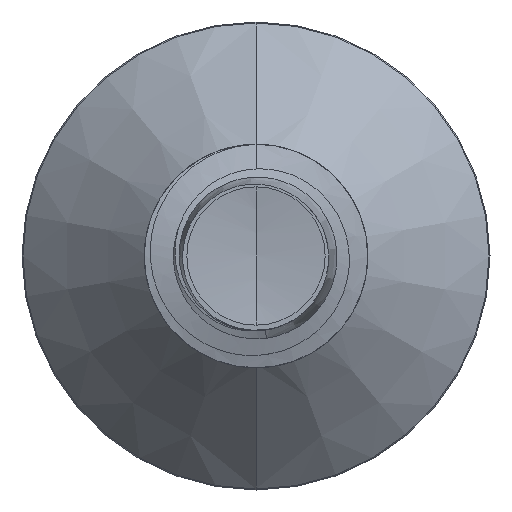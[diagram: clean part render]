
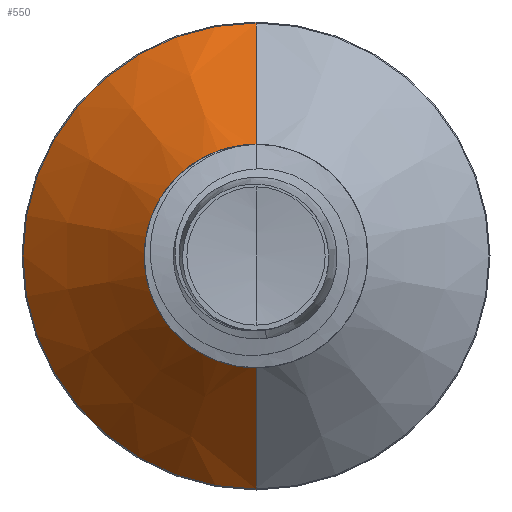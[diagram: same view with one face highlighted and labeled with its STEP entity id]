
A CAD part, front view. The second image highlights one B-rep face of the part: STEP entity #550.
In plain terms, the highlighted conical face has half-angle 45 degrees and reference radius 0.775 mm.
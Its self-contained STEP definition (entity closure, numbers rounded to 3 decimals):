
#498 = CARTESIAN_POINT ( 'NONE',  ( 0., 3.75, 0. ) ) ;
#550 = ADVANCED_FACE ( 'NONE', ( #17834 ), #17371, .T. ) ;
#714 = EDGE_LOOP ( 'NONE', ( #19484, #3847, #9983, #9670 ) ) ;
#1169 = EDGE_CURVE ( 'NONE', #6633, #10836, #12938, .T. ) ;
#2454 = DIRECTION ( 'NONE',  ( 0., 1., 0. ) ) ;
#3298 = VERTEX_POINT ( 'NONE', #18627 ) ;
#3847 = ORIENTED_EDGE ( 'NONE', *, *, #7541, .T. ) ;
#4557 = VECTOR ( 'NONE', #17681, 1000. ) ;
#5026 = VECTOR ( 'NONE', #5942, 1000. ) ;
#5942 = DIRECTION ( 'NONE',  ( 0., 0.707, 0.707 ) ) ;
#6633 = VERTEX_POINT ( 'NONE', #15473 ) ;
#6817 = VERTEX_POINT ( 'NONE', #14040 ) ;
#6972 = AXIS2_PLACEMENT_3D ( 'NONE', #14484, #14765, #13520 ) ;
#7541 = EDGE_CURVE ( 'NONE', #6817, #3298, #14773, .T. ) ;
#8627 = LINE ( 'NONE', #16121, #4557 ) ;
#9295 = DIRECTION ( 'NONE',  ( 0., 0., 1. ) ) ;
#9670 = ORIENTED_EDGE ( 'NONE', *, *, #1169, .F. ) ;
#9983 = ORIENTED_EDGE ( 'NONE', *, *, #17549, .T. ) ;
#10836 = VERTEX_POINT ( 'NONE', #11667 ) ;
#11592 = CARTESIAN_POINT ( 'NONE',  ( 0., 3.75, 0. ) ) ;
#11667 = CARTESIAN_POINT ( 'NONE',  ( 0., 4.643, 1.668 ) ) ;
#11878 = DIRECTION ( 'NONE',  ( 0., 1., 0. ) ) ;
#12938 = CIRCLE ( 'NONE', #6972, 1.668 ) ;
#13114 = DIRECTION ( 'NONE',  ( 0., 0., 1. ) ) ;
#13520 = DIRECTION ( 'NONE',  ( 0., 0., 1. ) ) ;
#14020 = AXIS2_PLACEMENT_3D ( 'NONE', #11592, #2454, #13114 ) ;
#14040 = CARTESIAN_POINT ( 'NONE',  ( 0., 3.75, -0.775 ) ) ;
#14484 = CARTESIAN_POINT ( 'NONE',  ( 0., 4.643, 0. ) ) ;
#14765 = DIRECTION ( 'NONE',  ( 0., 1., 0. ) ) ;
#14773 = CIRCLE ( 'NONE', #14020, 0.775 ) ;
#15473 = CARTESIAN_POINT ( 'NONE',  ( 0., 4.643, -1.668 ) ) ;
#16121 = CARTESIAN_POINT ( 'NONE',  ( 0., 3.75, -0.775 ) ) ;
#16262 = EDGE_CURVE ( 'NONE', #6817, #6633, #8627, .T. ) ;
#16493 = CARTESIAN_POINT ( 'NONE',  ( 0., 3.75, 0.775 ) ) ;
#17371 = CONICAL_SURFACE ( 'NONE', #17438, 0.775, 0.785 ) ;
#17438 = AXIS2_PLACEMENT_3D ( 'NONE', #498, #11878, #9295 ) ;
#17549 = EDGE_CURVE ( 'NONE', #3298, #10836, #18004, .T. ) ;
#17681 = DIRECTION ( 'NONE',  ( 0., 0.707, -0.707 ) ) ;
#17834 = FACE_OUTER_BOUND ( 'NONE', #714, .T. ) ;
#18004 = LINE ( 'NONE', #16493, #5026 ) ;
#18627 = CARTESIAN_POINT ( 'NONE',  ( 0., 3.75, 0.775 ) ) ;
#19484 = ORIENTED_EDGE ( 'NONE', *, *, #16262, .F. ) ;
